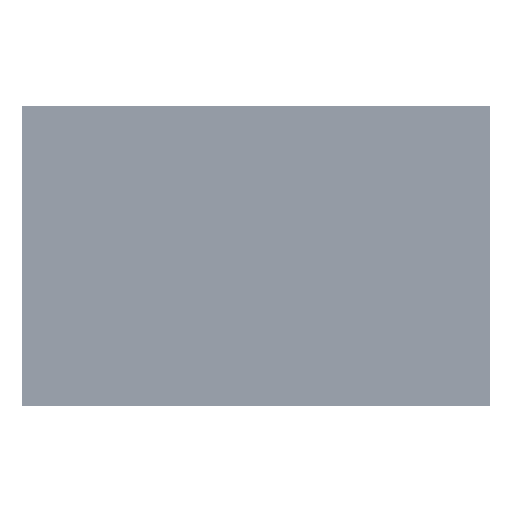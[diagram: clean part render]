
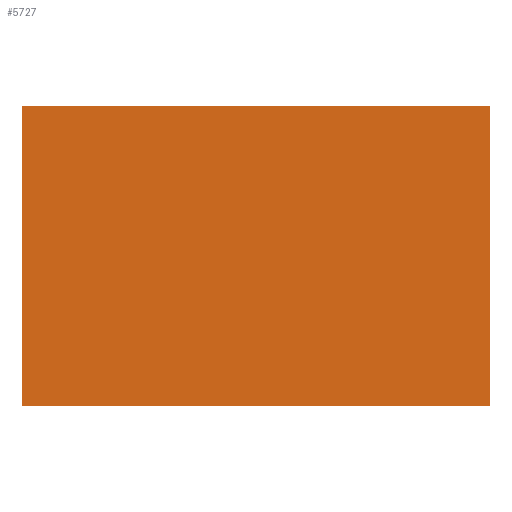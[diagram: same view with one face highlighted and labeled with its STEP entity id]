
A CAD part, front view. The second image highlights one B-rep face of the part: STEP entity #5727.
In plain terms, the highlighted planar face has unit normal (0, -1, 0).
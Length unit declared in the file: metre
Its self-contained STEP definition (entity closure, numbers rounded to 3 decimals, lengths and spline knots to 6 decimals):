
#5595=CARTESIAN_POINT('',(5.295,-0.08,-2.245));
#5596=VERTEX_POINT('',#5595);
#5603=CARTESIAN_POINT('',(-1.7,-0.08,-2.245));
#5604=VERTEX_POINT('',#5603);
#5605=CARTESIAN_POINT('',(5.295,-0.08,-2.245));
#5606=DIRECTION('',(-1.0,0.0,0.0));
#5607=VECTOR('',#5606,6.995);
#5608=LINE('',#5605,#5607);
#5609=EDGE_CURVE('',#5596,#5604,#5608,.T.);
#5633=CARTESIAN_POINT('',(5.295,-0.08,2.245));
#5634=VERTEX_POINT('',#5633);
#5641=CARTESIAN_POINT('',(5.295,-0.08,2.245));
#5642=DIRECTION('',(0.0,0.0,-1.0));
#5643=VECTOR('',#5642,4.49);
#5644=LINE('',#5641,#5643);
#5645=EDGE_CURVE('',#5634,#5596,#5644,.T.);
#5664=CARTESIAN_POINT('',(-1.7,-0.08,2.245));
#5665=VERTEX_POINT('',#5664);
#5672=CARTESIAN_POINT('',(-1.7,-0.08,2.245));
#5673=DIRECTION('',(1.0,0.0,0.0));
#5674=VECTOR('',#5673,6.995);
#5675=LINE('',#5672,#5674);
#5676=EDGE_CURVE('',#5665,#5634,#5675,.T.);
#5694=CARTESIAN_POINT('',(-1.7,-0.08,-2.245));
#5695=DIRECTION('',(0.0,0.0,1.0));
#5696=VECTOR('',#5695,4.49);
#5697=LINE('',#5694,#5696);
#5698=EDGE_CURVE('',#5604,#5665,#5697,.T.);
#5716=CARTESIAN_POINT('',(-1.7,-0.08,2.245));
#5717=DIRECTION('',(0.0,1.0,0.0));
#5718=DIRECTION('',(0.0,0.0,1.0));
#5719=AXIS2_PLACEMENT_3D('',#5716,#5717,#5718);
#5720=PLANE('',#5719);
#5721=ORIENTED_EDGE('',*,*,#5698,.F.);
#5722=ORIENTED_EDGE('',*,*,#5609,.F.);
#5723=ORIENTED_EDGE('',*,*,#5645,.F.);
#5724=ORIENTED_EDGE('',*,*,#5676,.F.);
#5725=EDGE_LOOP('',(#5721,#5722,#5723,#5724));
#5726=FACE_OUTER_BOUND('',#5725,.T.);
#5727=ADVANCED_FACE('',(#5726),#5720,.F.);
